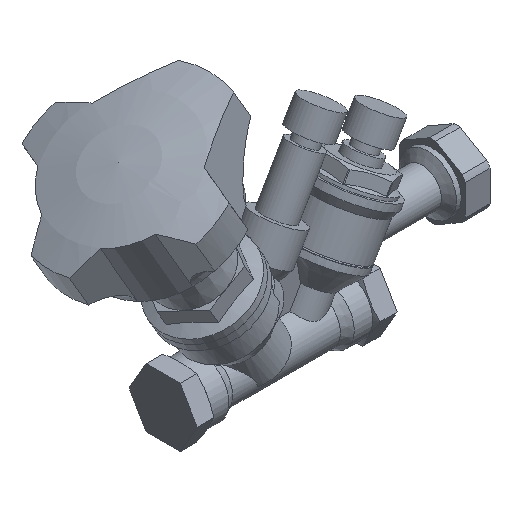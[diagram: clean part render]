
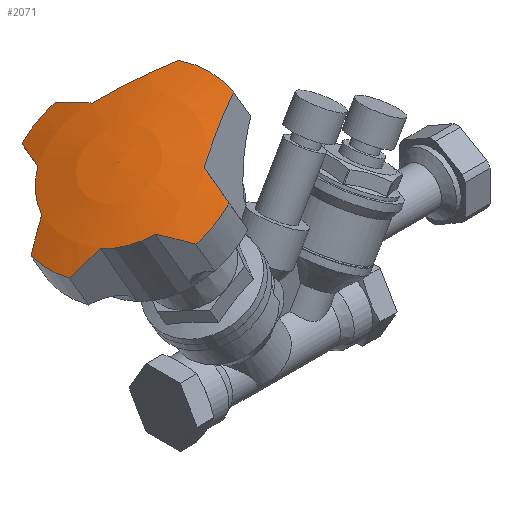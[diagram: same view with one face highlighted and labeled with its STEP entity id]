
A CAD part, isometric view. The second image highlights one B-rep face of the part: STEP entity #2071.
In plain terms, the highlighted spherical face has radius 100 mm.
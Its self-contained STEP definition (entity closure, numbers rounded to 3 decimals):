
#46=SPHERICAL_SURFACE('',#2245,100.);
#479=ORIENTED_EDGE('',*,*,#1030,.F.);
#480=ORIENTED_EDGE('',*,*,#1034,.F.);
#481=ORIENTED_EDGE('',*,*,#1037,.F.);
#482=ORIENTED_EDGE('',*,*,#1069,.F.);
#483=ORIENTED_EDGE('',*,*,#1040,.F.);
#484=ORIENTED_EDGE('',*,*,#1044,.F.);
#485=ORIENTED_EDGE('',*,*,#1047,.F.);
#486=ORIENTED_EDGE('',*,*,#1070,.F.);
#487=ORIENTED_EDGE('',*,*,#1050,.F.);
#488=ORIENTED_EDGE('',*,*,#1054,.F.);
#489=ORIENTED_EDGE('',*,*,#1058,.F.);
#490=ORIENTED_EDGE('',*,*,#1060,.F.);
#491=ORIENTED_EDGE('',*,*,#1022,.F.);
#492=ORIENTED_EDGE('',*,*,#1027,.F.);
#1022=EDGE_CURVE('',#1328,#1329,#1541,.T.);
#1027=EDGE_CURVE('',#1332,#1328,#1542,.F.);
#1030=EDGE_CURVE('',#1335,#1332,#1543,.F.);
#1034=EDGE_CURVE('',#1337,#1335,#1545,.T.);
#1037=EDGE_CURVE('',#1339,#1337,#1546,.F.);
#1040=EDGE_CURVE('',#1342,#1343,#1547,.F.);
#1044=EDGE_CURVE('',#1345,#1342,#1549,.T.);
#1047=EDGE_CURVE('',#1347,#1345,#1550,.F.);
#1050=EDGE_CURVE('',#1350,#1351,#1551,.F.);
#1054=EDGE_CURVE('',#1353,#1350,#1553,.T.);
#1058=EDGE_CURVE('',#1356,#1353,#1554,.F.);
#1060=EDGE_CURVE('',#1329,#1356,#1555,.F.);
#1069=EDGE_CURVE('',#1343,#1339,#1563,.T.);
#1070=EDGE_CURVE('',#1351,#1347,#1564,.T.);
#1328=VERTEX_POINT('',#3075);
#1329=VERTEX_POINT('',#3077);
#1332=VERTEX_POINT('',#3160);
#1335=VERTEX_POINT('',#3217);
#1337=VERTEX_POINT('',#3224);
#1339=VERTEX_POINT('',#3283);
#1342=VERTEX_POINT('',#3340);
#1343=VERTEX_POINT('',#3342);
#1345=VERTEX_POINT('',#3348);
#1347=VERTEX_POINT('',#3409);
#1350=VERTEX_POINT('',#3466);
#1351=VERTEX_POINT('',#3468);
#1353=VERTEX_POINT('',#3474);
#1356=VERTEX_POINT('',#3537);
#1541=CIRCLE('',#2207,35.);
#1542=CIRCLE('',#2209,97.262);
#1543=CIRCLE('',#2211,98.469);
#1545=CIRCLE('',#2214,32.5);
#1546=CIRCLE('',#2216,98.469);
#1547=CIRCLE('',#2218,98.469);
#1549=CIRCLE('',#2221,32.5);
#1550=CIRCLE('',#2223,98.469);
#1551=CIRCLE('',#2225,98.469);
#1553=CIRCLE('',#2228,32.5);
#1554=CIRCLE('',#2230,98.469);
#1555=CIRCLE('',#2232,97.262);
#1563=CIRCLE('',#2242,24.);
#1564=CIRCLE('',#2244,24.);
#1669=EDGE_LOOP('',(#479,#480,#481,#482,#483,#484,#485,#486,#487,#488,#489,
#490,#491,#492));
#1847=FACE_BOUND('',#1669,.T.);
#2071=ADVANCED_FACE('',(#1847),#46,.T.);
#2207=AXIS2_PLACEMENT_3D('',#3076,#2464,#2465);
#2209=AXIS2_PLACEMENT_3D('',#3161,#2471,#2472);
#2211=AXIS2_PLACEMENT_3D('',#3218,#2476,#2477);
#2214=AXIS2_PLACEMENT_3D('',#3225,#2484,#2485);
#2216=AXIS2_PLACEMENT_3D('',#3284,#2489,#2490);
#2218=AXIS2_PLACEMENT_3D('',#3341,#2494,#2495);
#2221=AXIS2_PLACEMENT_3D('',#3349,#2502,#2503);
#2223=AXIS2_PLACEMENT_3D('',#3410,#2507,#2508);
#2225=AXIS2_PLACEMENT_3D('',#3467,#2512,#2513);
#2228=AXIS2_PLACEMENT_3D('',#3475,#2520,#2521);
#2230=AXIS2_PLACEMENT_3D('',#3538,#2526,#2527);
#2232=AXIS2_PLACEMENT_3D('',#3618,#2530,#2531);
#2242=AXIS2_PLACEMENT_3D('',#3630,#2551,#2552);
#2244=AXIS2_PLACEMENT_3D('',#3632,#2555,#2556);
#2245=AXIS2_PLACEMENT_3D('',#3633,#2557,#2558);
#2464=DIRECTION('',(0.5,0.,-0.866));
#2465=DIRECTION('',(0.,1.,0.));
#2471=DIRECTION('',(-0.366,-0.906,-0.211));
#2472=DIRECTION('',(0.785,-0.423,0.453));
#2476=DIRECTION('',(-0.814,-0.342,-0.47));
#2477=DIRECTION('',(0.296,-0.94,0.171));
#2484=DIRECTION('',(0.5,0.,-0.866));
#2485=DIRECTION('',(0.,1.,0.));
#2489=DIRECTION('',(0.814,-0.342,0.47));
#2490=DIRECTION('',(0.296,0.94,0.171));
#2494=DIRECTION('',(0.296,-0.94,0.171));
#2495=DIRECTION('',(0.814,0.342,0.47));
#2502=DIRECTION('',(0.5,0.,-0.866));
#2503=DIRECTION('',(0.,1.,0.));
#2507=DIRECTION('',(0.296,0.94,0.171));
#2508=DIRECTION('',(-0.814,0.342,-0.47));
#2512=DIRECTION('',(0.814,0.342,0.47));
#2513=DIRECTION('',(-0.296,0.94,-0.171));
#2520=DIRECTION('',(0.5,0.,-0.866));
#2521=DIRECTION('',(0.,1.,0.));
#2526=DIRECTION('',(-0.814,0.342,-0.47));
#2527=DIRECTION('',(-0.296,-0.94,-0.171));
#2530=DIRECTION('',(-0.366,0.906,-0.211));
#2531=DIRECTION('',(-0.785,-0.423,-0.453));
#2551=DIRECTION('',(0.5,0.,-0.866));
#2552=DIRECTION('',(0.,1.,0.));
#2555=DIRECTION('',(0.5,0.,-0.866));
#2556=DIRECTION('',(0.,1.,0.));
#2557=DIRECTION('',(0.5,0.,-0.866));
#2558=DIRECTION('',(0.,-1.,0.));
#3075=CARTESIAN_POINT('',(-17.265,10.,96.986));
#3076=CARTESIAN_POINT('',(-46.312,0.,80.216));
#3077=CARTESIAN_POINT('',(-17.265,-10.,96.986));
#3160=CARTESIAN_POINT('',(-38.485,20.463,88.865));
#3161=CARTESIAN_POINT('',(9.03,21.061,4.001));
#3217=CARTESIAN_POINT('',(-40.699,31.737,84.492));
#3218=CARTESIAN_POINT('',(14.712,5.962,7.281));
#3224=CARTESIAN_POINT('',(-52.823,31.737,77.492));
#3225=CARTESIAN_POINT('',(-46.761,0.,80.992));
#3283=CARTESIAN_POINT('',(-57.314,21.463,77.792));
#3284=CARTESIAN_POINT('',(-13.662,5.962,-9.1));
#3340=CARTESIAN_POINT('',(-74.246,7.,65.123));
#3341=CARTESIAN_POINT('',(-4.639,16.381,-3.89));
#3342=CARTESIAN_POINT('',(-66.601,10.739,72.431));
#3348=CARTESIAN_POINT('',(-74.246,-7.,65.123));
#3349=CARTESIAN_POINT('',(-46.761,0.,80.992));
#3409=CARTESIAN_POINT('',(-66.601,-10.739,72.431));
#3410=CARTESIAN_POINT('',(-4.639,-16.381,-3.89));
#3466=CARTESIAN_POINT('',(-52.823,-31.737,77.492));
#3467=CARTESIAN_POINT('',(-13.662,-5.962,-9.1));
#3468=CARTESIAN_POINT('',(-57.314,-21.463,77.792));
#3474=CARTESIAN_POINT('',(-40.699,-31.737,84.492));
#3475=CARTESIAN_POINT('',(-46.761,0.,80.992));
#3537=CARTESIAN_POINT('',(-38.485,-20.463,88.865));
#3538=CARTESIAN_POINT('',(14.712,-5.962,7.281));
#3618=CARTESIAN_POINT('',(9.03,-21.061,4.001));
#3630=CARTESIAN_POINT('',(-48.014,0.,83.162));
#3632=CARTESIAN_POINT('',(-48.014,0.,83.162));
#3633=CARTESIAN_POINT('',(0.525,0.,-0.909));
